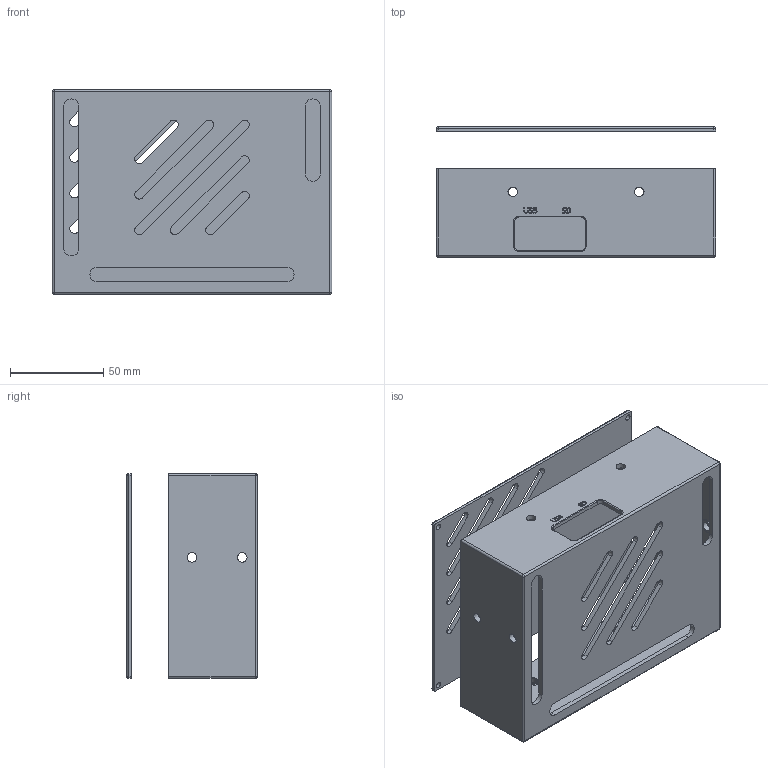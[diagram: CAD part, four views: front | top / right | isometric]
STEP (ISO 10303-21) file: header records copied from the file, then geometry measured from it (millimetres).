
FILE_DESCRIPTION(/* description */ (''),/* implementation_level */ '2;1');
FILE_NAME(/* name */ 'SKR v1.4 Case v13.step',/* time_stamp */ '2020-11-28T14:07:42+01:00',/* author */ (''),/* organization */ (''),/* preprocessor_version */ 'ST-DEVELOPER v18.1',/* originating_system */ 'Autodesk Translation Framework v9.3.0.1241',/* authorisation */ '');
FILE_SCHEMA (('AUTOMOTIVE_DESIGN { 1 0 10303 214 3 1 1 }'));
Length unit declared in the file: millimetre
Products named in the file (1): SKR v1.4 Case
Bounding box: 150.02 x 70 x 110 mm (x, y, z)
Volume: 126234.8 mm3; surface area: 106396 mm2
Topology: 2 solids, 2 shells, 296 faces, 754 edges, 488 vertices
Faces by surface type: plane 99, cylinder 86, bspline 77, torus 26, sphere 8
Full cylindrical faces by diameter (mm): 3 x8, 3.1 x8, 5.1 x8, 6 x4, 10 x1, 36 x1
Entity records: 9825 total; most frequent: CARTESIAN_POINT 2842, ORIENTED_EDGE 1500, DIRECTION 1270, EDGE_CURVE 750, VERTEX_POINT 486, AXIS2_PLACEMENT_3D 454, EDGE_LOOP 386, LINE 362
